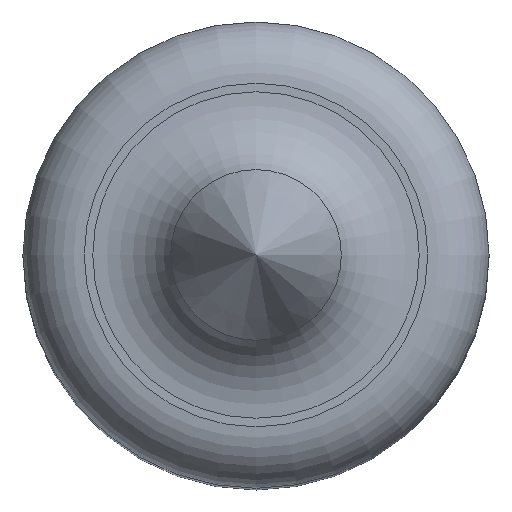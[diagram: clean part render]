
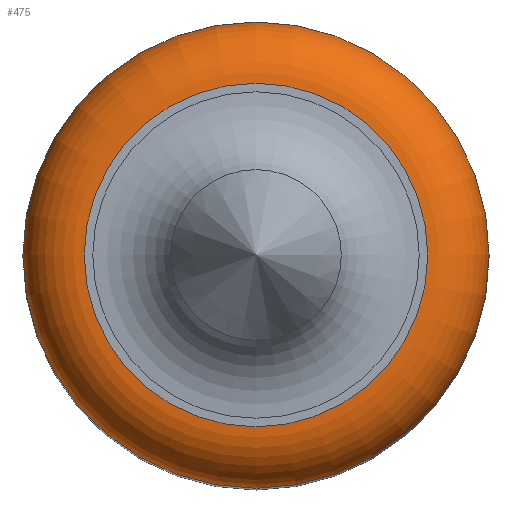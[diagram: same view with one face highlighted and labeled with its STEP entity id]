
A CAD part, top view. The second image highlights one B-rep face of the part: STEP entity #475.
In plain terms, the highlighted toroidal (fillet/blend) face has major radius 7 mm and minor radius 2.5 mm.
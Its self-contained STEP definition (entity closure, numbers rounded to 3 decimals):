
#124=FACE_OUTER_BOUND('',#160,.T.);
#160=EDGE_LOOP('',(#363,#364,#365,#366,#367,#368));
#210=CIRCLE('',#529,7.);
#211=CIRCLE('',#530,7.);
#212=CIRCLE('',#533,2.5);
#213=CIRCLE('',#534,9.5);
#214=CIRCLE('',#535,9.5);
#252=VERTEX_POINT('',#779);
#253=VERTEX_POINT('',#780);
#255=VERTEX_POINT('',#787);
#256=VERTEX_POINT('',#789);
#294=EDGE_CURVE('',#252,#253,#210,.T.);
#295=EDGE_CURVE('',#253,#252,#211,.T.);
#297=EDGE_CURVE('',#253,#255,#212,.T.);
#298=EDGE_CURVE('',#255,#256,#213,.T.);
#299=EDGE_CURVE('',#256,#255,#214,.T.);
#363=ORIENTED_EDGE('',*,*,#294,.T.);
#364=ORIENTED_EDGE('',*,*,#297,.T.);
#365=ORIENTED_EDGE('',*,*,#298,.T.);
#366=ORIENTED_EDGE('',*,*,#299,.T.);
#367=ORIENTED_EDGE('',*,*,#297,.F.);
#368=ORIENTED_EDGE('',*,*,#295,.T.);
#470=TOROIDAL_SURFACE('',#532,7.,2.5);
#475=ADVANCED_FACE('',(#124),#470,.T.);
#529=AXIS2_PLACEMENT_3D('',#781,#614,#615);
#530=AXIS2_PLACEMENT_3D('',#782,#616,#617);
#532=AXIS2_PLACEMENT_3D('',#786,#621,#622);
#533=AXIS2_PLACEMENT_3D('',#788,#623,#624);
#534=AXIS2_PLACEMENT_3D('',#790,#625,#626);
#535=AXIS2_PLACEMENT_3D('',#791,#627,#628);
#614=DIRECTION('center_axis',(0.,0.,-1.));
#615=DIRECTION('ref_axis',(-1.,0.,0.));
#616=DIRECTION('center_axis',(0.,0.,-1.));
#617=DIRECTION('ref_axis',(-1.,0.,0.));
#621=DIRECTION('center_axis',(0.,0.,1.));
#622=DIRECTION('ref_axis',(1.,0.,0.));
#623=DIRECTION('center_axis',(0.,-1.,0.));
#624=DIRECTION('ref_axis',(-1.,0.,0.));
#625=DIRECTION('center_axis',(0.,0.,1.));
#626=DIRECTION('ref_axis',(-1.,0.,0.));
#627=DIRECTION('center_axis',(0.,0.,1.));
#628=DIRECTION('ref_axis',(-1.,0.,0.));
#779=CARTESIAN_POINT('',(7.,0.,47.));
#780=CARTESIAN_POINT('',(-7.,0.,47.));
#781=CARTESIAN_POINT('Origin',(0.,0.,47.));
#782=CARTESIAN_POINT('Origin',(0.,0.,47.));
#786=CARTESIAN_POINT('Origin',(0.,0.,44.5));
#787=CARTESIAN_POINT('',(-9.5,0.,44.5));
#788=CARTESIAN_POINT('Origin',(-7.,0.,44.5));
#789=CARTESIAN_POINT('',(9.5,0.,44.5));
#790=CARTESIAN_POINT('Origin',(0.,0.,44.5));
#791=CARTESIAN_POINT('Origin',(0.,0.,44.5));
